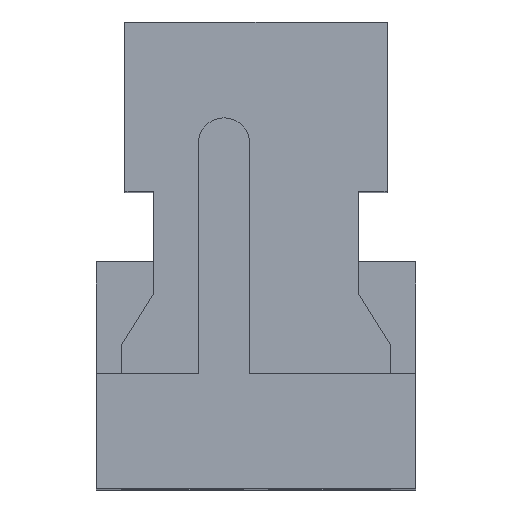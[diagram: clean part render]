
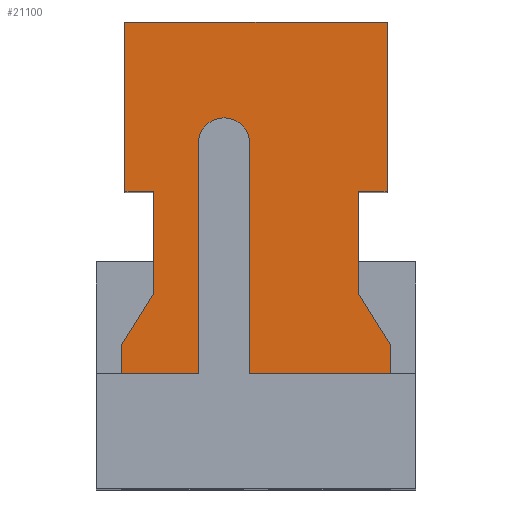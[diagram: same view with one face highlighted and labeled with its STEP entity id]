
A CAD part, top view. The second image highlights one B-rep face of the part: STEP entity #21100.
In plain terms, the highlighted planar face has unit normal (0, 0, 1).
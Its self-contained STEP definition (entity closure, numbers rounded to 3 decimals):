
#8350=CARTESIAN_POINT('',(-3.81,-0.207,19.25));
#8360=DIRECTION('',(0.,1.,0.));
#8370=VECTOR('',#8360,1.);
#8380=LINE('',#8350,#8370);
#8390=CARTESIAN_POINT('',(-3.81,0.7,19.25));
#8400=VERTEX_POINT('',#8390);
#8410=CARTESIAN_POINT('',(-3.81,3.35,19.25));
#8420=VERTEX_POINT('',#8410);
#8430=EDGE_CURVE('',#8400,#8420,#8380,.T.);
#16100=CARTESIAN_POINT('',(0.,3.35,19.25));
#16110=DIRECTION('',(1.,0.,0.));
#16120=VECTOR('',#16110,1.);
#16130=LINE('',#16100,#16120);
#16140=CARTESIAN_POINT('',(0.29,3.35,19.25));
#16150=VERTEX_POINT('',#16140);
#16160=EDGE_CURVE('',#8420,#16150,#16130,.T.);
#16810=CARTESIAN_POINT('',(-0.16,-0.9,19.25))
;
#16820=VERTEX_POINT('',#16810);
#16850=CARTESIAN_POINT('',(-0.16,0.,19.25));
#16860=DIRECTION('',(0.,1.,0.));
#16870=VECTOR('',#16860,1.);
#16880=LINE('',#16850,#16870);
#16890=CARTESIAN_POINT('',(-0.16,0.7,19.25));
#16900=VERTEX_POINT('',#16890);
#16910=EDGE_CURVE('',#16820,#16900,#16880,.T.);
#18230=CARTESIAN_POINT('',(-1.86,0.,19.25));
#18240=DIRECTION('',(0.,-1.,0.));
#18250=VECTOR('',#18240,1.);
#18260=LINE('',#18230,#18250);
#18270=CARTESIAN_POINT('',(-1.86,1.45,19.25));
#18280=VERTEX_POINT('',#18270);
#18290=CARTESIAN_POINT('',(-1.86,-2.15,19.25));
#18300=VERTEX_POINT('',#18290);
#18310=EDGE_CURVE('',#18280,#18300,#18260,.T.);
#20080=CARTESIAN_POINT('',(-2.437,0.971,19.25));
#20090=DIRECTION('',(0.,0.,-1.));
#20100=DIRECTION('',(-1.,0.,0.));
#20110=AXIS2_PLACEMENT_3D('',#20080,#20090,#20100);
#20120=PLANE('',#20110);
#20130=CARTESIAN_POINT('',(0.34,0.,19.25));
#20140=DIRECTION('',(0.,1.,0.));
#20150=VECTOR('',#20140,1.);
#20160=LINE('',#20130,#20150);
#20170=CARTESIAN_POINT('',(0.34,-2.15,19.25));
#20180=VERTEX_POINT('',#20170);
#20190=CARTESIAN_POINT('',(0.34,-1.7,19.25));
#20200=VERTEX_POINT('',#20190);
#20210=EDGE_CURVE('',#20180,#20200,#20160,.T.);
#20220=ORIENTED_EDGE('',*,*,#20210,.T.);
#20230=CARTESIAN_POINT('',(0.,-2.15,19.25));
#20240=DIRECTION('',(1.,0.,0.));
#20250=VECTOR('',#20240,1.);
#20260=LINE('',#20230,#20250);
#20270=EDGE_CURVE('',#18300,#20180,#20260,.T.);
#20280=ORIENTED_EDGE('',*,*,#20270,.T.);
#20290=ORIENTED_EDGE('',*,*,#18310,.T.);
#20300=CARTESIAN_POINT('',(-2.26,1.45,19.25));
#20310=DIRECTION('',(0.,0.,-1.));
#20320=DIRECTION('',(-1.,0.,0.));
#20330=AXIS2_PLACEMENT_3D('',#20300,#20310,#20320);
#20340=CIRCLE('',#20330,0.4);
#20350=CARTESIAN_POINT('',(-2.66,1.45,19.25));
#20360=VERTEX_POINT('',#20350);
#20370=EDGE_CURVE('',#20360,#18280,#20340,.T.);
#20380=ORIENTED_EDGE('',*,*,#20370,.T.);
#20390=CARTESIAN_POINT('',(-2.66,0.,19.25));
#20400=DIRECTION('',(0.,1.,0.));
#20410=VECTOR('',#20400,1.);
#20420=LINE('',#20390,#20410);
#20430=CARTESIAN_POINT('',(-2.66,-2.15,19.25));
#20440=VERTEX_POINT('',#20430);
#20450=EDGE_CURVE('',#20440,#20360,#20420,.T.);
#20460=ORIENTED_EDGE('',*,*,#20450,.T.);
#20470=CARTESIAN_POINT('',(0.,-2.15,19.25));
#20480=DIRECTION('',(1.,0.,0.));
#20490=VECTOR('',#20480,1.);
#20500=LINE('',#20470,#20490);
#20510=CARTESIAN_POINT('',(-3.86,-2.15,19.25));
#20520=VERTEX_POINT('',#20510);
#20530=EDGE_CURVE('',#20520,#20440,#20500,.T.);
#20540=ORIENTED_EDGE('',*,*,#20530,.T.);
#20550=CARTESIAN_POINT('',(-3.86,-1.7,19.25));
#20560=DIRECTION('',(0.,-1.,0.));
#20570=VECTOR('',#20560,1.);
#20580=LINE('',#20550,#20570);
#20590=CARTESIAN_POINT('',(-3.86,-1.7,19.25));
#20600=VERTEX_POINT('',#20590);
#20610=EDGE_CURVE('',#20600,#20520,#20580,.T.);
#20620=ORIENTED_EDGE('',*,*,#20610,.T.);
#20630=CARTESIAN_POINT('',(-3.36,-0.9,19.25));
#20640=DIRECTION('',(-0.53,-0.848,0.));
#20650=VECTOR('',#20640,1.);
#20660=LINE('',#20630,#20650);
#20670=CARTESIAN_POINT('',(-3.36,-0.9,19.25));
#20680=VERTEX_POINT('',#20670);
#20690=EDGE_CURVE('',#20680,#20600,#20660,.T.);
#20700=ORIENTED_EDGE('',*,*,#20690,.T.);
#20710=CARTESIAN_POINT('',(-3.36,0.,19.25));
#20720=DIRECTION('',(0.,1.,0.));
#20730=VECTOR('',#20720,1.);
#20740=LINE('',#20710,#20730);
#20750=CARTESIAN_POINT('',(-3.36,0.7,19.25));
#20760=VERTEX_POINT('',#20750);
#20770=EDGE_CURVE('',#20680,#20760,#20740,.T.);
#20780=ORIENTED_EDGE('',*,*,#20770,.F.);
#20790=CARTESIAN_POINT('',(-4.771,0.7,19.25));
#20800=DIRECTION('',(-1.,0.,0.));
#20810=VECTOR('',#20800,1.);
#20820=LINE('',#20790,#20810);
#20830=EDGE_CURVE('',#20760,#8400,#20820,.T.);
#20840=ORIENTED_EDGE('',*,*,#20830,.F.);
#20850=ORIENTED_EDGE('',*,*,#8430,.F.);
#20860=ORIENTED_EDGE('',*,*,#16160,.F.);
#20870=CARTESIAN_POINT('',(0.29,0.,19.25));
#20880=DIRECTION('',(0.,1.,0.));
#20890=VECTOR('',#20880,1.);
#20900=LINE('',#20870,#20890);
#20910=CARTESIAN_POINT('',(0.29,0.7,19.25));
#20920=VERTEX_POINT('',#20910);
#20930=EDGE_CURVE('',#20920,#16150,#20900,.T.);
#20940=ORIENTED_EDGE('',*,*,#20930,.T.);
#20950=CARTESIAN_POINT('',(1.251,0.7,19.25));
#20960=DIRECTION('',(1.,0.,0.));
#20970=VECTOR('',#20960,1.);
#20980=LINE('',#20950,#20970);
#20990=EDGE_CURVE('',#16900,#20920,#20980,.T.);
#21000=ORIENTED_EDGE('',*,*,#20990,.T.);
#21010=ORIENTED_EDGE('',*,*,#16910,.T.);
#21020=CARTESIAN_POINT('',(-0.722,0.,19.25));
#21030=DIRECTION('',(-0.53,0.848,0.));
#21040=VECTOR('',#21030,1.);
#21050=LINE('',#21020,#21040);
#21060=EDGE_CURVE('',#20200,#16820,#21050,.T.);
#21070=ORIENTED_EDGE('',*,*,#21060,.T.);
#21080=EDGE_LOOP('',(#21070,#21010,#21000,#20940,#20860,#20850,#20840,
#20780,#20700,#20620,#20540,#20460,#20380,#20290,#20280,#20220));
#21090=FACE_OUTER_BOUND('',#21080,.T.);
#21100=ADVANCED_FACE('',(#21090),#20120,.F.);
